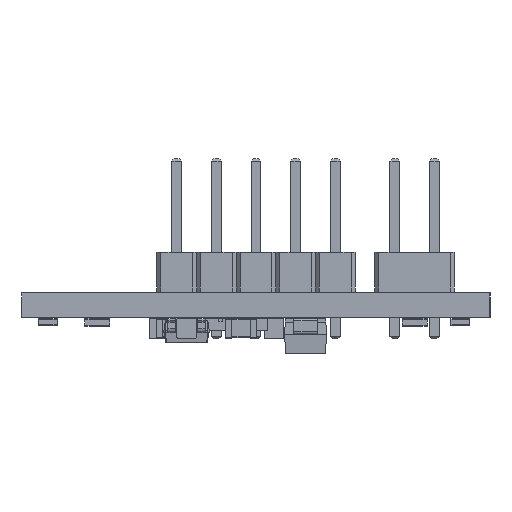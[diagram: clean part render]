
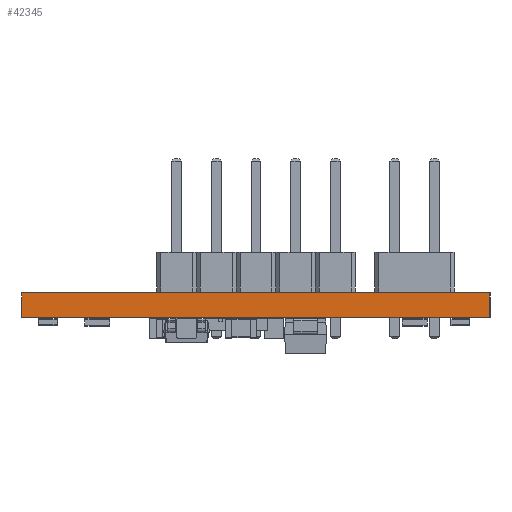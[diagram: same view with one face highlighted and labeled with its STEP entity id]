
A CAD part, left-side view. The second image highlights one B-rep face of the part: STEP entity #42345.
In plain terms, the highlighted planar face has unit normal (-1, 0, 0).
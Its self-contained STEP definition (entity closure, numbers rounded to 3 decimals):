
#42345 = ADVANCED_FACE('',(#42346),#42360,.T.);
#42346 = FACE_BOUND('',#42347,.T.);
#42347 = EDGE_LOOP('',(#42348,#42383,#42411,#42439));
#42348 = ORIENTED_EDGE('',*,*,#42349,.T.);
#42349 = EDGE_CURVE('',#42350,#42352,#42354,.T.);
#42350 = VERTEX_POINT('',#42351);
#42351 = CARTESIAN_POINT('',(128.839,-115.5,0.));
#42352 = VERTEX_POINT('',#42353);
#42353 = CARTESIAN_POINT('',(128.839,-115.5,1.6));
#42354 = SURFACE_CURVE('',#42355,(#42359,#42371),.PCURVE_S1.);
#42355 = LINE('',#42356,#42357);
#42356 = CARTESIAN_POINT('',(128.839,-115.5,0.));
#42357 = VECTOR('',#42358,1.);
#42358 = DIRECTION('',(0.,0.,1.));
#42359 = PCURVE('',#42360,#42365);
#42360 = PLANE('',#42361);
#42361 = AXIS2_PLACEMENT_3D('',#42362,#42363,#42364);
#42362 = CARTESIAN_POINT('',(128.839,-115.5,0.));
#42363 = DIRECTION('',(-1.,0.,0.));
#42364 = DIRECTION('',(0.,1.,0.));
#42365 = DEFINITIONAL_REPRESENTATION('',(#42366),#42370);
#42366 = LINE('',#42367,#42368);
#42367 = CARTESIAN_POINT('',(0.,0.));
#42368 = VECTOR('',#42369,1.);
#42369 = DIRECTION('',(0.,-1.));
#42370 = ( GEOMETRIC_REPRESENTATION_CONTEXT(2) 
PARAMETRIC_REPRESENTATION_CONTEXT() REPRESENTATION_CONTEXT('2D SPACE',''
  ) );
#42371 = PCURVE('',#42372,#42377);
#42372 = PLANE('',#42373);
#42373 = AXIS2_PLACEMENT_3D('',#42374,#42375,#42376);
#42374 = CARTESIAN_POINT('',(168.971,-115.5,0.));
#42375 = DIRECTION('',(0.,-1.,0.));
#42376 = DIRECTION('',(-1.,0.,0.));
#42377 = DEFINITIONAL_REPRESENTATION('',(#42378),#42382);
#42378 = LINE('',#42379,#42380);
#42379 = CARTESIAN_POINT('',(40.132,0.));
#42380 = VECTOR('',#42381,1.);
#42381 = DIRECTION('',(0.,-1.));
#42382 = ( GEOMETRIC_REPRESENTATION_CONTEXT(2) 
PARAMETRIC_REPRESENTATION_CONTEXT() REPRESENTATION_CONTEXT('2D SPACE',''
  ) );
#42383 = ORIENTED_EDGE('',*,*,#42384,.T.);
#42384 = EDGE_CURVE('',#42352,#42385,#42387,.T.);
#42385 = VERTEX_POINT('',#42386);
#42386 = CARTESIAN_POINT('',(128.839,-85.528,1.6));
#42387 = SURFACE_CURVE('',#42388,(#42392,#42399),.PCURVE_S1.);
#42388 = LINE('',#42389,#42390);
#42389 = CARTESIAN_POINT('',(128.839,-115.5,1.6));
#42390 = VECTOR('',#42391,1.);
#42391 = DIRECTION('',(0.,1.,0.));
#42392 = PCURVE('',#42360,#42393);
#42393 = DEFINITIONAL_REPRESENTATION('',(#42394),#42398);
#42394 = LINE('',#42395,#42396);
#42395 = CARTESIAN_POINT('',(0.,-1.6));
#42396 = VECTOR('',#42397,1.);
#42397 = DIRECTION('',(1.,0.));
#42398 = ( GEOMETRIC_REPRESENTATION_CONTEXT(2) 
PARAMETRIC_REPRESENTATION_CONTEXT() REPRESENTATION_CONTEXT('2D SPACE',''
  ) );
#42399 = PCURVE('',#42400,#42405);
#42400 = PLANE('',#42401);
#42401 = AXIS2_PLACEMENT_3D('',#42402,#42403,#42404);
#42402 = CARTESIAN_POINT('',(148.905,-100.514,1.6));
#42403 = DIRECTION('',(-0.,-0.,-1.));
#42404 = DIRECTION('',(-1.,0.,0.));
#42405 = DEFINITIONAL_REPRESENTATION('',(#42406),#42410);
#42406 = LINE('',#42407,#42408);
#42407 = CARTESIAN_POINT('',(20.066,-14.986));
#42408 = VECTOR('',#42409,1.);
#42409 = DIRECTION('',(0.,1.));
#42410 = ( GEOMETRIC_REPRESENTATION_CONTEXT(2) 
PARAMETRIC_REPRESENTATION_CONTEXT() REPRESENTATION_CONTEXT('2D SPACE',''
  ) );
#42411 = ORIENTED_EDGE('',*,*,#42412,.F.);
#42412 = EDGE_CURVE('',#42413,#42385,#42415,.T.);
#42413 = VERTEX_POINT('',#42414);
#42414 = CARTESIAN_POINT('',(128.839,-85.528,0.));
#42415 = SURFACE_CURVE('',#42416,(#42420,#42427),.PCURVE_S1.);
#42416 = LINE('',#42417,#42418);
#42417 = CARTESIAN_POINT('',(128.839,-85.528,0.));
#42418 = VECTOR('',#42419,1.);
#42419 = DIRECTION('',(0.,0.,1.));
#42420 = PCURVE('',#42360,#42421);
#42421 = DEFINITIONAL_REPRESENTATION('',(#42422),#42426);
#42422 = LINE('',#42423,#42424);
#42423 = CARTESIAN_POINT('',(29.972,0.));
#42424 = VECTOR('',#42425,1.);
#42425 = DIRECTION('',(0.,-1.));
#42426 = ( GEOMETRIC_REPRESENTATION_CONTEXT(2) 
PARAMETRIC_REPRESENTATION_CONTEXT() REPRESENTATION_CONTEXT('2D SPACE',''
  ) );
#42427 = PCURVE('',#42428,#42433);
#42428 = PLANE('',#42429);
#42429 = AXIS2_PLACEMENT_3D('',#42430,#42431,#42432);
#42430 = CARTESIAN_POINT('',(128.839,-85.528,0.));
#42431 = DIRECTION('',(0.,1.,0.));
#42432 = DIRECTION('',(1.,0.,0.));
#42433 = DEFINITIONAL_REPRESENTATION('',(#42434),#42438);
#42434 = LINE('',#42435,#42436);
#42435 = CARTESIAN_POINT('',(0.,0.));
#42436 = VECTOR('',#42437,1.);
#42437 = DIRECTION('',(0.,-1.));
#42438 = ( GEOMETRIC_REPRESENTATION_CONTEXT(2) 
PARAMETRIC_REPRESENTATION_CONTEXT() REPRESENTATION_CONTEXT('2D SPACE',''
  ) );
#42439 = ORIENTED_EDGE('',*,*,#42440,.F.);
#42440 = EDGE_CURVE('',#42350,#42413,#42441,.T.);
#42441 = SURFACE_CURVE('',#42442,(#42446,#42453),.PCURVE_S1.);
#42442 = LINE('',#42443,#42444);
#42443 = CARTESIAN_POINT('',(128.839,-115.5,0.));
#42444 = VECTOR('',#42445,1.);
#42445 = DIRECTION('',(0.,1.,0.));
#42446 = PCURVE('',#42360,#42447);
#42447 = DEFINITIONAL_REPRESENTATION('',(#42448),#42452);
#42448 = LINE('',#42449,#42450);
#42449 = CARTESIAN_POINT('',(0.,0.));
#42450 = VECTOR('',#42451,1.);
#42451 = DIRECTION('',(1.,0.));
#42452 = ( GEOMETRIC_REPRESENTATION_CONTEXT(2) 
PARAMETRIC_REPRESENTATION_CONTEXT() REPRESENTATION_CONTEXT('2D SPACE',''
  ) );
#42453 = PCURVE('',#42454,#42459);
#42454 = PLANE('',#42455);
#42455 = AXIS2_PLACEMENT_3D('',#42456,#42457,#42458);
#42456 = CARTESIAN_POINT('',(148.905,-100.514,0.));
#42457 = DIRECTION('',(-0.,-0.,-1.));
#42458 = DIRECTION('',(-1.,0.,0.));
#42459 = DEFINITIONAL_REPRESENTATION('',(#42460),#42464);
#42460 = LINE('',#42461,#42462);
#42461 = CARTESIAN_POINT('',(20.066,-14.986));
#42462 = VECTOR('',#42463,1.);
#42463 = DIRECTION('',(0.,1.));
#42464 = ( GEOMETRIC_REPRESENTATION_CONTEXT(2) 
PARAMETRIC_REPRESENTATION_CONTEXT() REPRESENTATION_CONTEXT('2D SPACE',''
  ) );
